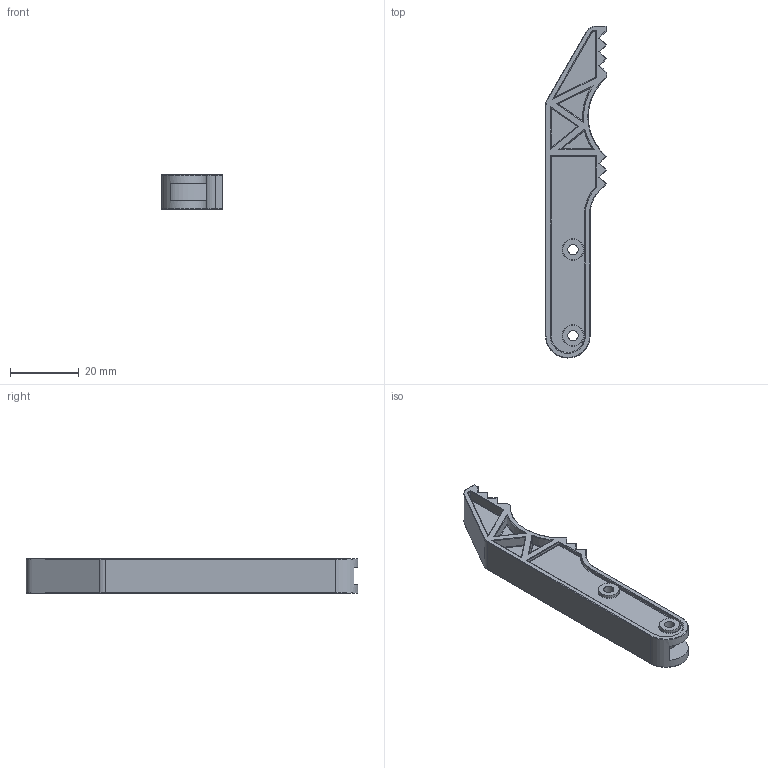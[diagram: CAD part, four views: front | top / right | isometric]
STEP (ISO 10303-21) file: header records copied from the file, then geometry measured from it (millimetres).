
FILE_DESCRIPTION (( 'STEP AP203' ), '1' );
FILE_NAME ('Part3 t307_Default_sldprt.STEP', '2018-07-08T08:09:17', ( '' ), ( '' ), 'SwSTEP 2.0', 'SolidWorks 2014', '' );
FILE_SCHEMA (( 'CONFIG_CONTROL_DESIGN' ));
Length unit declared in the file: millimetre
Products named in the file (1): Part3 t307_Default_sldprt
Bounding box: 17.75 x 96.5 x 10 mm (x, y, z)
Volume: 7894.5 mm3; surface area: 6522.1 mm2
Topology: 1 solids, 1 shells, 231 faces, 512 edges, 295 vertices
Faces by surface type: cylinder 127, plane 67, torus 35, sphere 2
Entity records: 6471 total; most frequent: CARTESIAN_POINT 1473, DIRECTION 1028, ORIENTED_EDGE 1020, EDGE_CURVE 510, AXIS2_PLACEMENT_3D 376, VERTEX_POINT 295, VECTOR 276, LINE 276
